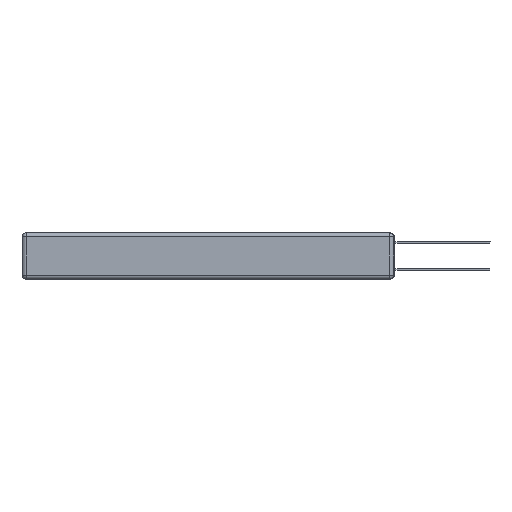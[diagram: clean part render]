
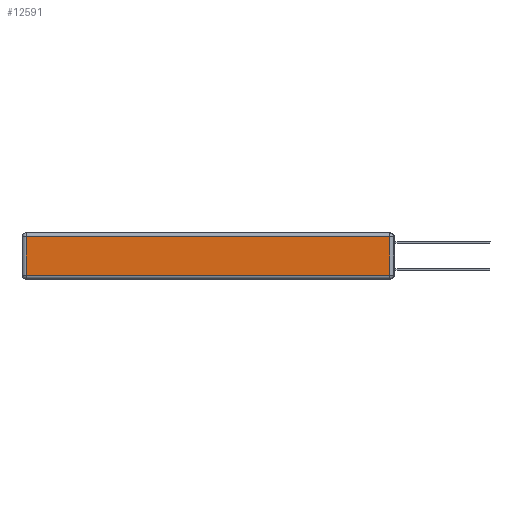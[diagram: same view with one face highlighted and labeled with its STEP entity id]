
A CAD part, left-side view. The second image highlights one B-rep face of the part: STEP entity #12591.
In plain terms, the highlighted planar face has unit normal (-1, 0, 0).
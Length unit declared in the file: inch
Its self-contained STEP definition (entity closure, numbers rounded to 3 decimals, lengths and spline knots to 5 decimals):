
#428 = VECTOR ( 'NONE', #731, 39.37008 ) ;
#731 = DIRECTION ( 'NONE',  ( 0., -1., 0. ) ) ;
#905 = LINE ( 'NONE', #11546, #14910 ) ;
#981 = EDGE_LOOP ( 'NONE', ( #7582, #10222, #19632, #18001 ) ) ;
#1087 = CARTESIAN_POINT ( 'NONE',  ( 0., 2.72, -0.313 ) ) ;
#1227 = VERTEX_POINT ( 'NONE', #11898 ) ;
#2817 = DIRECTION ( 'NONE',  ( 0., 0., -1. ) ) ;
#4100 = CARTESIAN_POINT ( 'NONE',  ( 0., 0.03, -0.313 ) ) ;
#7130 = VECTOR ( 'NONE', #21950, 39.37008 ) ;
#7582 = ORIENTED_EDGE ( 'NONE', *, *, #14231, .T. ) ;
#7670 = EDGE_CURVE ( 'NONE', #13634, #17679, #905, .T. ) ;
#8518 = CARTESIAN_POINT ( 'NONE',  ( 0., 0., -0.343 ) ) ;
#9337 = LINE ( 'NONE', #19481, #428 ) ;
#10222 = ORIENTED_EDGE ( 'NONE', *, *, #15561, .T. ) ;
#11546 = CARTESIAN_POINT ( 'NONE',  ( 0., 2.72, -0.343 ) ) ;
#11685 = VECTOR ( 'NONE', #11960, 39.37008 ) ;
#11898 = CARTESIAN_POINT ( 'NONE',  ( 0., 0.03, -0.03 ) ) ;
#11946 = DIRECTION ( 'NONE',  ( 0., 0., 1. ) ) ;
#11960 = DIRECTION ( 'NONE',  ( 0., 1., 0. ) ) ;
#12591 = ADVANCED_FACE ( 'NONE', ( #22100 ), #22210, .T. ) ;
#12823 = EDGE_CURVE ( 'NONE', #1227, #13634, #22115, .T. ) ;
#13634 = VERTEX_POINT ( 'NONE', #13814 ) ;
#13814 = CARTESIAN_POINT ( 'NONE',  ( 0., 2.72, -0.03 ) ) ;
#14231 = EDGE_CURVE ( 'NONE', #17679, #14257, #9337, .T. ) ;
#14257 = VERTEX_POINT ( 'NONE', #4100 ) ;
#14910 = VECTOR ( 'NONE', #2817, 39.37008 ) ;
#14992 = CARTESIAN_POINT ( 'NONE',  ( 0., 0.03, -0.343 ) ) ;
#15561 = EDGE_CURVE ( 'NONE', #14257, #1227, #20355, .T. ) ;
#16751 = CARTESIAN_POINT ( 'NONE',  ( 0., 2.75, -0.03 ) ) ;
#16950 = DIRECTION ( 'NONE',  ( -1., 0., 0. ) ) ;
#17679 = VERTEX_POINT ( 'NONE', #1087 ) ;
#18001 = ORIENTED_EDGE ( 'NONE', *, *, #7670, .T. ) ;
#19481 = CARTESIAN_POINT ( 'NONE',  ( 0., 0., -0.313 ) ) ;
#19632 = ORIENTED_EDGE ( 'NONE', *, *, #12823, .T. ) ;
#20355 = LINE ( 'NONE', #14992, #7130 ) ;
#21591 = AXIS2_PLACEMENT_3D ( 'NONE', #8518, #16950, #11946 ) ;
#21950 = DIRECTION ( 'NONE',  ( 0., 0., 1. ) ) ;
#22100 = FACE_OUTER_BOUND ( 'NONE', #981, .T. ) ;
#22115 = LINE ( 'NONE', #16751, #11685 ) ;
#22210 = PLANE ( 'NONE',  #21591 ) ;
